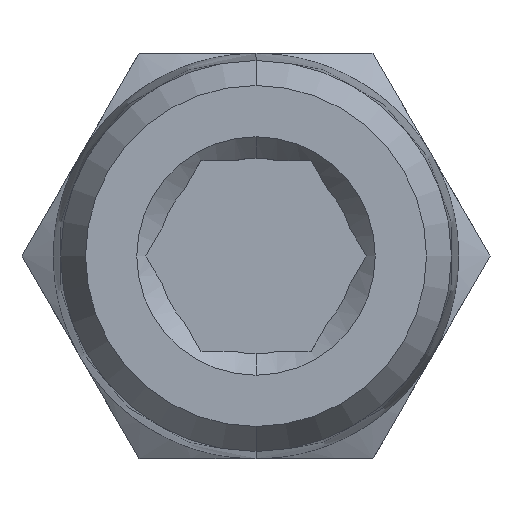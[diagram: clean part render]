
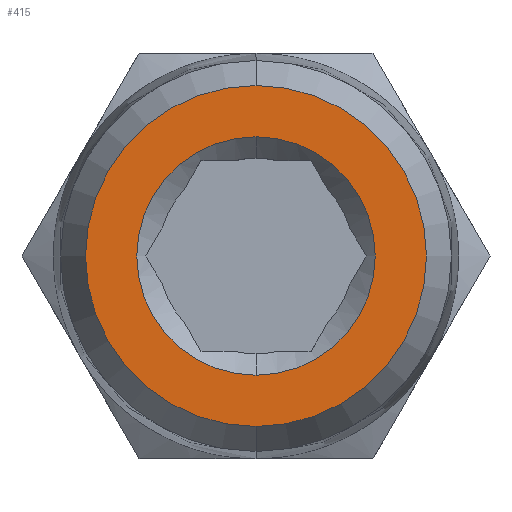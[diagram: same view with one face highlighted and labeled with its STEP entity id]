
A CAD part, front view. The second image highlights one B-rep face of the part: STEP entity #415.
In plain terms, the highlighted planar face has unit normal (0, -1, 0).
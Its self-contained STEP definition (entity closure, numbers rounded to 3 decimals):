
#415 = ADVANCED_FACE ( 'NONE', ( #706, #707 ), #2633, .T. ) ;
#515 = EDGE_CURVE ( 'NONE', #4348, #4386, #3857, .T. ) ;
#536 = EDGE_CURVE ( 'NONE', #4337, #4341, #822, .T. ) ;
#621 = EDGE_CURVE ( 'NONE', #4386, #4348, #944, .T. ) ;
#622 = EDGE_CURVE ( 'NONE', #4341, #4337, #937, .T. ) ;
#706 = FACE_BOUND ( 'NONE', #3384, .T. ) ;
#707 = FACE_OUTER_BOUND ( 'NONE', #3373, .T. ) ;
#822 = CIRCLE ( 'NONE', #4230, 7.15 ) ;
#937 = CIRCLE ( 'NONE', #4261, 7.15 ) ;
#944 = CIRCLE ( 'NONE', #4260, 5. ) ;
#1663 = CARTESIAN_POINT ( 'NONE',  ( 0., 0., 0. ) ) ;
#1664 = DIRECTION ( 'NONE',  ( 0., -1., 0. ) ) ;
#1665 = DIRECTION ( 'NONE',  ( 0., 0., -1. ) ) ;
#1668 = CARTESIAN_POINT ( 'NONE',  ( 0., 0., 0. ) ) ;
#1669 = DIRECTION ( 'NONE',  ( 0., -1., 0. ) ) ;
#1670 = DIRECTION ( 'NONE',  ( 0., 0., -1. ) ) ;
#1951 = AXIS2_PLACEMENT_3D ( 'NONE', #2602, #2601, #2599 ) ;
#2599 = DIRECTION ( 'NONE',  ( 0., 0., -1. ) ) ;
#2601 = DIRECTION ( 'NONE',  ( 0., -1., 0. ) ) ;
#2602 = CARTESIAN_POINT ( 'NONE',  ( 0., 0., 0. ) ) ;
#2633 = PLANE ( 'NONE',  #1951 ) ;
#3084 = CARTESIAN_POINT ( 'NONE',  ( 0., 0., -7.15 ) ) ;
#3085 = CARTESIAN_POINT ( 'NONE',  ( 0., 0., 7.15 ) ) ;
#3097 = CARTESIAN_POINT ( 'NONE',  ( 0., 0., 5. ) ) ;
#3135 = CARTESIAN_POINT ( 'NONE',  ( 0., 0., -5. ) ) ;
#3249 = ORIENTED_EDGE ( 'NONE', *, *, #621, .F. ) ;
#3250 = ORIENTED_EDGE ( 'NONE', *, *, #515, .F. ) ;
#3251 = ORIENTED_EDGE ( 'NONE', *, *, #622, .T. ) ;
#3252 = ORIENTED_EDGE ( 'NONE', *, *, #536, .T. ) ;
#3373 = EDGE_LOOP ( 'NONE', ( #3251, #3252 ) ) ;
#3384 = EDGE_LOOP ( 'NONE', ( #3249, #3250 ) ) ;
#3857 = CIRCLE ( 'NONE', #4224, 5. ) ;
#4055 = CARTESIAN_POINT ( 'NONE',  ( 0., 0., 0. ) ) ;
#4056 = DIRECTION ( 'NONE',  ( 0., -1., 0. ) ) ;
#4057 = DIRECTION ( 'NONE',  ( 0., 0., -1. ) ) ;
#4154 = CARTESIAN_POINT ( 'NONE',  ( 0., 0., 0. ) ) ;
#4155 = DIRECTION ( 'NONE',  ( 0., -1., 0. ) ) ;
#4156 = DIRECTION ( 'NONE',  ( 0., 0., -1. ) ) ;
#4224 = AXIS2_PLACEMENT_3D ( 'NONE', #4055, #4056, #4057 ) ;
#4230 = AXIS2_PLACEMENT_3D ( 'NONE', #4154, #4155, #4156 ) ;
#4260 = AXIS2_PLACEMENT_3D ( 'NONE', #1663, #1664, #1665 ) ;
#4261 = AXIS2_PLACEMENT_3D ( 'NONE', #1668, #1669, #1670 ) ;
#4337 = VERTEX_POINT ( 'NONE', #3084 ) ;
#4341 = VERTEX_POINT ( 'NONE', #3085 ) ;
#4348 = VERTEX_POINT ( 'NONE', #3097 ) ;
#4386 = VERTEX_POINT ( 'NONE', #3135 ) ;
